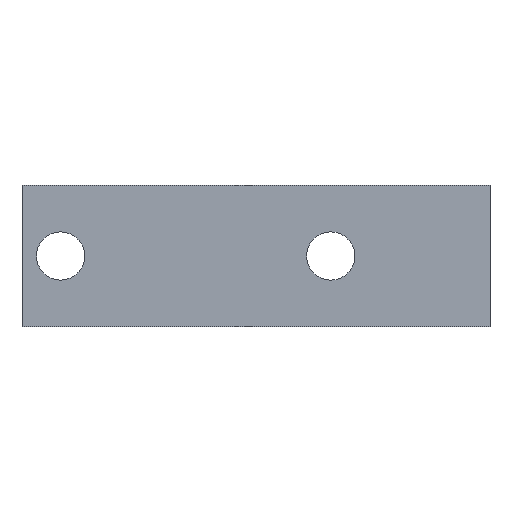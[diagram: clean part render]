
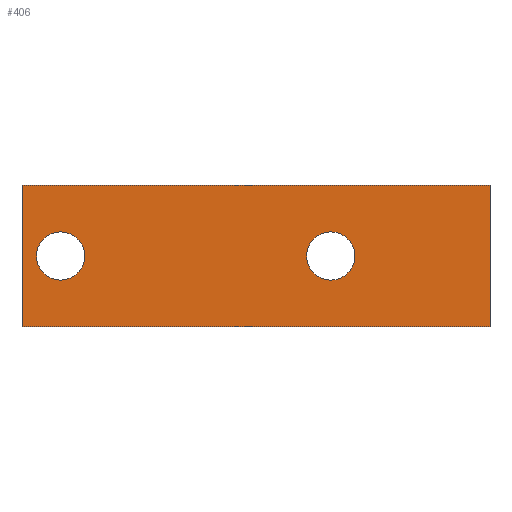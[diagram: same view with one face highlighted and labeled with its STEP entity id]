
A CAD part, top view. The second image highlights one B-rep face of the part: STEP entity #406.
In plain terms, the highlighted planar face has unit normal (0, 0, 1).
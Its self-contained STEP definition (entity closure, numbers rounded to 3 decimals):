
#130=DIRECTION('',(0.,1.,0.));
#131=VECTOR('',#130,10.);
#132=CARTESIAN_POINT('',(-12.25,-5.,1.));
#133=LINE('',#132,#131);
#183=DIRECTION('',(-1.,0.,0.));
#184=VECTOR('',#183,33.);
#185=CARTESIAN_POINT('',(20.75,-5.,1.));
#186=LINE('',#185,#184);
#197=CARTESIAN_POINT('',(-9.525,0.,1.));
#198=DIRECTION('',(0.,0.,-1.));
#199=DIRECTION('',(-1.,0.,0.));
#200=AXIS2_PLACEMENT_3D('',#197,#198,#199);
#205=CARTESIAN_POINT('',(-9.525,0.,1.));
#206=DIRECTION('',(0.,0.,-1.));
#207=DIRECTION('',(1.,0.,0.));
#208=AXIS2_PLACEMENT_3D('',#205,#206,#207);
#213=CARTESIAN_POINT('',(9.525,0.,1.));
#214=DIRECTION('',(0.,0.,-1.));
#215=DIRECTION('',(-1.,0.,0.));
#216=AXIS2_PLACEMENT_3D('',#213,#214,#215);
#221=CARTESIAN_POINT('',(9.525,0.,1.));
#222=DIRECTION('',(0.,0.,-1.));
#223=DIRECTION('',(1.,0.,0.));
#224=AXIS2_PLACEMENT_3D('',#221,#222,#223);
#236=DIRECTION('',(1.,0.,0.));
#237=VECTOR('',#236,33.);
#238=CARTESIAN_POINT('',(-12.25,5.,1.));
#239=LINE('',#238,#237);
#250=DIRECTION('',(0.,-1.,0.));
#251=VECTOR('',#250,10.);
#252=CARTESIAN_POINT('',(20.75,5.,1.));
#253=LINE('',#252,#251);
#298=CARTESIAN_POINT('',(-12.25,-5.,1.));
#299=VERTEX_POINT('',#298);
#300=CARTESIAN_POINT('',(-12.25,5.,1.));
#301=VERTEX_POINT('',#300);
#304=CARTESIAN_POINT('',(20.75,-5.,1.));
#305=VERTEX_POINT('',#304);
#306=CARTESIAN_POINT('',(20.75,5.,1.));
#307=VERTEX_POINT('',#306);
#308=CARTESIAN_POINT('',(11.225,0.,1.));
#310=VERTEX_POINT('',#308);
#312=CARTESIAN_POINT('',(7.825,0.,1.));
#314=VERTEX_POINT('',#312);
#316=CARTESIAN_POINT('',(-7.825,0.,1.));
#318=VERTEX_POINT('',#316);
#320=CARTESIAN_POINT('',(-11.225,0.,1.));
#322=VERTEX_POINT('',#320);
#381=CARTESIAN_POINT('',(0.,0.,1.));
#382=DIRECTION('',(0.,0.,-1.));
#383=DIRECTION('',(-1.,0.,0.));
#384=AXIS2_PLACEMENT_3D('',#381,#382,#383);
#385=PLANE('',#384);
#386=ORIENTED_EDGE('',*,*,#333,.T.);
#388=ORIENTED_EDGE('',*,*,#387,.T.);
#390=ORIENTED_EDGE('',*,*,#389,.T.);
#391=ORIENTED_EDGE('',*,*,#374,.T.);
#392=EDGE_LOOP('',(#386,#388,#390,#391));
#393=FACE_OUTER_BOUND('',#392,.F.);
#395=ORIENTED_EDGE('',*,*,#394,.F.);
#397=ORIENTED_EDGE('',*,*,#396,.F.);
#398=EDGE_LOOP('',(#395,#397));
#399=FACE_BOUND('',#398,.F.);
#401=ORIENTED_EDGE('',*,*,#400,.F.);
#403=ORIENTED_EDGE('',*,*,#402,.F.);
#404=EDGE_LOOP('',(#401,#403));
#405=FACE_BOUND('',#404,.F.);
#201=CIRCLE('',#200,1.7);
#209=CIRCLE('',#208,1.7);
#217=CIRCLE('',#216,1.7);
#225=CIRCLE('',#224,1.7);
#333=EDGE_CURVE('',#299,#301,#133,.T.);
#374=EDGE_CURVE('',#305,#299,#186,.T.);
#387=EDGE_CURVE('',#301,#307,#239,.T.);
#389=EDGE_CURVE('',#307,#305,#253,.T.);
#394=EDGE_CURVE('',#322,#318,#201,.T.);
#396=EDGE_CURVE('',#318,#322,#209,.T.);
#400=EDGE_CURVE('',#314,#310,#217,.T.);
#402=EDGE_CURVE('',#310,#314,#225,.T.);
#406=ADVANCED_FACE('',(#393,#399,#405),#385,.F.);
